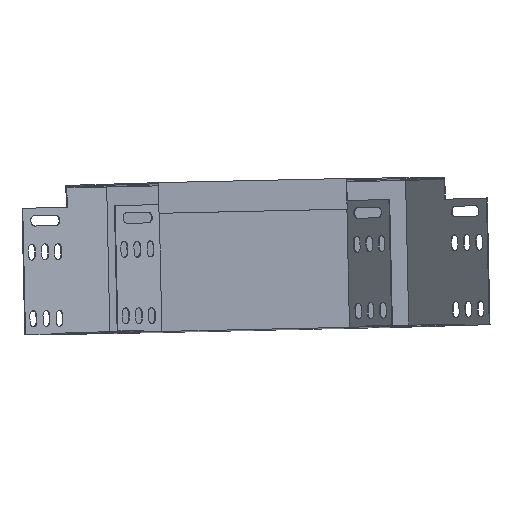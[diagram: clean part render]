
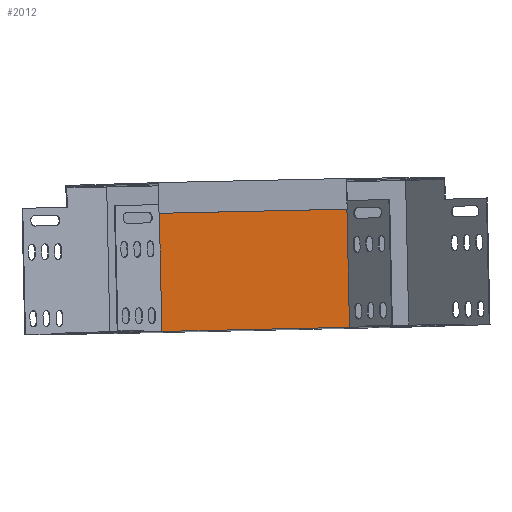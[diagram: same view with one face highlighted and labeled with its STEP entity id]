
A CAD part, top view. The second image highlights one B-rep face of the part: STEP entity #2012.
In plain terms, the highlighted planar face has unit normal (-0.027, 0.006, 1).
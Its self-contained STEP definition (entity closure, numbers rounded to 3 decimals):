
#111 = CARTESIAN_POINT ( 'NONE',  ( -93.314, 71.722, 151.996 ) ) ;
#140 = DIRECTION ( 'NONE',  ( -0.999, -0.022, -0.027 ) ) ;
#143 = CARTESIAN_POINT ( 'NONE',  ( -234.318, 68.627, 148.184 ) ) ;
#214 = CARTESIAN_POINT ( 'NONE',  ( -91.263, -22.453, 152.597 ) ) ;
#291 = VECTOR ( 'NONE', #140, 1000. ) ;
#386 = DIRECTION ( 'NONE',  ( 0.022, -1., 0.006 ) ) ;
#477 = CARTESIAN_POINT ( 'NONE',  ( -234.976, 83.616, 148.079 ) ) ;
#485 = VERTEX_POINT ( 'NONE', #876 ) ;
#876 = CARTESIAN_POINT ( 'NONE',  ( -234.649, 68.62, 148.175 ) ) ;
#913 = ORIENTED_EDGE ( 'NONE', *, *, #3759, .T. ) ;
#939 = VERTEX_POINT ( 'NONE', #143 ) ;
#948 = VECTOR ( 'NONE', #1307, 1000. ) ;
#1015 = VERTEX_POINT ( 'NONE', #1183 ) ;
#1065 = DIRECTION ( 'NONE',  ( -0.999, -0.022, -0.027 ) ) ;
#1183 = CARTESIAN_POINT ( 'NONE',  ( -93.645, 71.715, 151.987 ) ) ;
#1307 = DIRECTION ( 'NONE',  ( -0.022, 1., -0.006 ) ) ;
#1323 = CARTESIAN_POINT ( 'NONE',  ( -233.38, -26.373, 148.759 ) ) ;
#1343 = VECTOR ( 'NONE', #386, 1000. ) ;
#1371 = DIRECTION ( 'NONE',  ( -0.022, 1., -0.006 ) ) ;
#1431 = VERTEX_POINT ( 'NONE', #1952 ) ;
#1610 = EDGE_LOOP ( 'NONE', ( #913, #2490, #5788, #3872, #4049, #2656, #5560, #5813 ) ) ;
#1805 = CARTESIAN_POINT ( 'NONE',  ( -91.576, -23.261, 152.593 ) ) ;
#1941 = VERTEX_POINT ( 'NONE', #6710 ) ;
#1952 = CARTESIAN_POINT ( 'NONE',  ( -232.25, -26.349, 148.789 ) ) ;
#1964 = VECTOR ( 'NONE', #3042, 1000. ) ;
#1990 = DIRECTION ( 'NONE',  ( 0.999, 0.022, 0.027 ) ) ;
#2012 = ADVANCED_FACE ( 'NONE', ( #3291 ), #5916, .F. ) ;
#2172 = LINE ( 'NONE', #477, #4916 ) ;
#2203 = CARTESIAN_POINT ( 'NONE',  ( -232.598, -25.556, 148.775 ) ) ;
#2490 = ORIENTED_EDGE ( 'NONE', *, *, #4152, .T. ) ;
#2656 = ORIENTED_EDGE ( 'NONE', *, *, #4819, .T. ) ;
#2957 = LINE ( 'NONE', #2203, #1343 ) ;
#3042 = DIRECTION ( 'NONE',  ( -0.999, -0.022, -0.027 ) ) ;
#3235 = AXIS2_PLACEMENT_3D ( 'NONE', #3835, #6372, #3329 ) ;
#3262 = CARTESIAN_POINT ( 'NONE',  ( -234.318, 68.627, 148.184 ) ) ;
#3291 = FACE_OUTER_BOUND ( 'NONE', #1610, .T. ) ;
#3329 = DIRECTION ( 'NONE',  ( -0.999, -0.022, -0.027 ) ) ;
#3381 = CARTESIAN_POINT ( 'NONE',  ( -234.976, 83.616, 148.079 ) ) ;
#3392 = LINE ( 'NONE', #4684, #291 ) ;
#3453 = VERTEX_POINT ( 'NONE', #3381 ) ;
#3565 = LINE ( 'NONE', #3262, #3745 ) ;
#3672 = EDGE_CURVE ( 'NONE', #5285, #1015, #5081, .T. ) ;
#3697 = CARTESIAN_POINT ( 'NONE',  ( -91.594, -22.461, 152.588 ) ) ;
#3745 = VECTOR ( 'NONE', #4362, 1000. ) ;
#3759 = EDGE_CURVE ( 'NONE', #1431, #6527, #4238, .T. ) ;
#3835 = CARTESIAN_POINT ( 'NONE',  ( -234.976, 83.616, 148.079 ) ) ;
#3872 = ORIENTED_EDGE ( 'NONE', *, *, #4119, .T. ) ;
#4047 = LINE ( 'NONE', #214, #948 ) ;
#4049 = ORIENTED_EDGE ( 'NONE', *, *, #4428, .T. ) ;
#4119 = EDGE_CURVE ( 'NONE', #5285, #1941, #4047, .T. ) ;
#4152 = EDGE_CURVE ( 'NONE', #6527, #1015, #6383, .T. ) ;
#4238 = LINE ( 'NONE', #1323, #6687 ) ;
#4253 = EDGE_CURVE ( 'NONE', #939, #1431, #3565, .T. ) ;
#4362 = DIRECTION ( 'NONE',  ( 0.022, -1., 0.006 ) ) ;
#4428 = EDGE_CURVE ( 'NONE', #1941, #3453, #2172, .T. ) ;
#4599 = EDGE_CURVE ( 'NONE', #939, #485, #3392, .T. ) ;
#4684 = CARTESIAN_POINT ( 'NONE',  ( -234.318, 68.627, 148.184 ) ) ;
#4819 = EDGE_CURVE ( 'NONE', #3453, #485, #2957, .T. ) ;
#4916 = VECTOR ( 'NONE', #1065, 1000. ) ;
#5081 = LINE ( 'NONE', #111, #1964 ) ;
#5141 = VECTOR ( 'NONE', #1371, 1000. ) ;
#5285 = VERTEX_POINT ( 'NONE', #5964 ) ;
#5560 = ORIENTED_EDGE ( 'NONE', *, *, #4599, .F. ) ;
#5788 = ORIENTED_EDGE ( 'NONE', *, *, #3672, .F. ) ;
#5813 = ORIENTED_EDGE ( 'NONE', *, *, #4253, .T. ) ;
#5916 = PLANE ( 'NONE',  #3235 ) ;
#5964 = CARTESIAN_POINT ( 'NONE',  ( -93.314, 71.722, 151.996 ) ) ;
#6372 = DIRECTION ( 'NONE',  ( 0.027, -0.006, -1. ) ) ;
#6383 = LINE ( 'NONE', #3697, #5141 ) ;
#6527 = VERTEX_POINT ( 'NONE', #1805 ) ;
#6687 = VECTOR ( 'NONE', #1990, 1000. ) ;
#6710 = CARTESIAN_POINT ( 'NONE',  ( -93.64, 86.718, 151.901 ) ) ;
